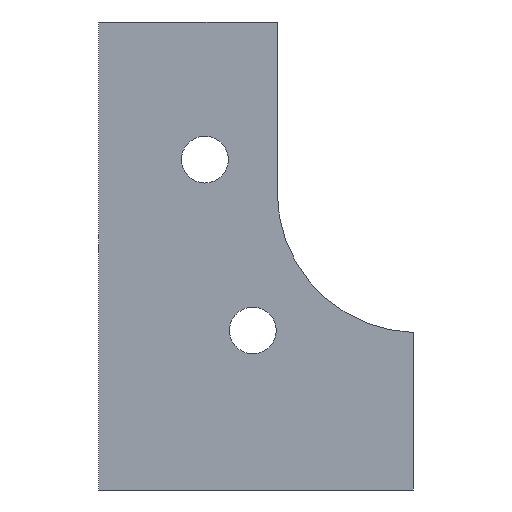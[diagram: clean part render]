
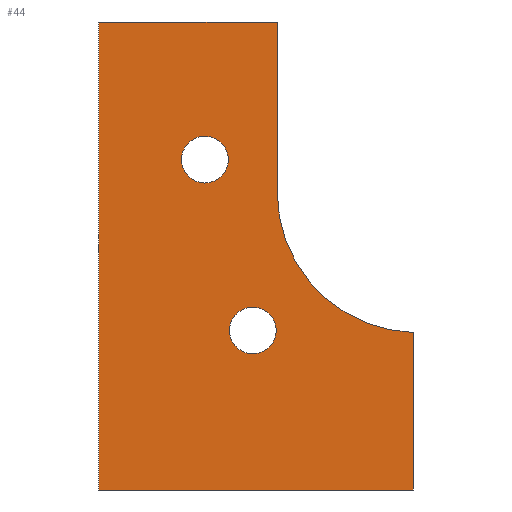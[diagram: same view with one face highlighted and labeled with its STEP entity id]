
A CAD part, front view. The second image highlights one B-rep face of the part: STEP entity #44.
In plain terms, the highlighted planar face has unit normal (0, -1, 0).
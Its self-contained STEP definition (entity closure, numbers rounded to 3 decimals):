
#44 = ADVANCED_FACE( '', ( #89, #90, #91 ), #92, .T. );
#89 = FACE_BOUND( '', #132, .T. );
#90 = FACE_BOUND( '', #133, .T. );
#91 = FACE_OUTER_BOUND( '', #134, .T. );
#92 = PLANE( '', #135 );
#132 = EDGE_LOOP( '', ( #193 ) );
#133 = EDGE_LOOP( '', ( #194 ) );
#134 = EDGE_LOOP( '', ( #195, #196, #197, #198, #199, #200 ) );
#135 = AXIS2_PLACEMENT_3D( '', #201, #202, #203 );
#193 = ORIENTED_EDGE( '', *, *, #255, .T. );
#194 = ORIENTED_EDGE( '', *, *, #257, .T. );
#195 = ORIENTED_EDGE( '', *, *, #258, .T. );
#196 = ORIENTED_EDGE( '', *, *, #245, .T. );
#197 = ORIENTED_EDGE( '', *, *, #253, .T. );
#198 = ORIENTED_EDGE( '', *, *, #259, .F. );
#199 = ORIENTED_EDGE( '', *, *, #248, .F. );
#200 = ORIENTED_EDGE( '', *, *, #260, .F. );
#201 = CARTESIAN_POINT( '', ( -100., -22., -55. ) );
#202 = DIRECTION( '', ( 0., -1., 0. ) );
#203 = DIRECTION( '', ( 0., 0., -1. ) );
#245 = EDGE_CURVE( '', #286, #284, #287, .T. );
#248 = EDGE_CURVE( '', #290, #291, #292, .T. );
#253 = EDGE_CURVE( '', #284, #296, #298, .T. );
#255 = EDGE_CURVE( '', #300, #300, #301, .T. );
#257 = EDGE_CURVE( '', #303, #303, #304, .T. );
#258 = EDGE_CURVE( '', #305, #286, #306, .T. );
#259 = EDGE_CURVE( '', #291, #296, #307, .T. );
#260 = EDGE_CURVE( '', #305, #290, #308, .T. );
#284 = VERTEX_POINT( '', #337 );
#286 = VERTEX_POINT( '', #340 );
#287 = LINE( '', #341, #342 );
#290 = VERTEX_POINT( '', #346 );
#291 = VERTEX_POINT( '', #347 );
#292 = CIRCLE( '', #348, 33. );
#296 = VERTEX_POINT( '', #354 );
#298 = LINE( '', #357, #358 );
#300 = VERTEX_POINT( '', #360 );
#301 = CIRCLE( '', #361, 5.5 );
#303 = VERTEX_POINT( '', #363 );
#304 = CIRCLE( '', #364, 5.5 );
#305 = VERTEX_POINT( '', #365 );
#306 = LINE( '', #366, #367 );
#307 = LINE( '', #368, #369 );
#308 = LINE( '', #370, #371 );
#337 = CARTESIAN_POINT( '', ( -75., -22., -55. ) );
#340 = CARTESIAN_POINT( '', ( -75., -22., 55. ) );
#341 = CARTESIAN_POINT( '', ( -75., -22., -53.537 ) );
#342 = VECTOR( '', #393, 1000. );
#346 = CARTESIAN_POINT( '', ( -33., -22., 15. ) );
#347 = CARTESIAN_POINT( '', ( -1., -22., -17.985 ) );
#348 = AXIS2_PLACEMENT_3D( '', #395, #396, #397 );
#354 = CARTESIAN_POINT( '', ( -1., -22., -55. ) );
#357 = CARTESIAN_POINT( '', ( -100., -22., -55. ) );
#358 = VECTOR( '', #401, 1000. );
#360 = CARTESIAN_POINT( '', ( -33.248, -22., -17.513 ) );
#361 = AXIS2_PLACEMENT_3D( '', #402, #403, #404 );
#363 = CARTESIAN_POINT( '', ( -44.5, -22., 22.65 ) );
#364 = AXIS2_PLACEMENT_3D( '', #405, #406, #407 );
#365 = CARTESIAN_POINT( '', ( -33., -22., 55. ) );
#366 = CARTESIAN_POINT( '', ( 100., -22., 55. ) );
#367 = VECTOR( '', #408, 1000. );
#368 = CARTESIAN_POINT( '', ( -1., -22., 15.888 ) );
#369 = VECTOR( '', #409, 1000. );
#370 = CARTESIAN_POINT( '', ( -33., -22., 15. ) );
#371 = VECTOR( '', #410, 1000. );
#393 = DIRECTION( '', ( 0., 0., -1. ) );
#395 = CARTESIAN_POINT( '', ( 0., -22., 15. ) );
#396 = DIRECTION( '', ( 0., -1., 0. ) );
#397 = DIRECTION( '', ( -1., 0., 0. ) );
#401 = DIRECTION( '', ( 1., 0., 0. ) );
#402 = CARTESIAN_POINT( '', ( -38.748, -22., -17.513 ) );
#403 = DIRECTION( '', ( 0., 1., 0. ) );
#404 = DIRECTION( '', ( 1., 0., 0. ) );
#405 = CARTESIAN_POINT( '', ( -50., -22., 22.65 ) );
#406 = DIRECTION( '', ( 0., 1., 0. ) );
#407 = DIRECTION( '', ( 1., 0., 0. ) );
#408 = DIRECTION( '', ( -1., 0., 0. ) );
#409 = DIRECTION( '', ( 0., 0., -1. ) );
#410 = DIRECTION( '', ( 0., 0., -1. ) );
